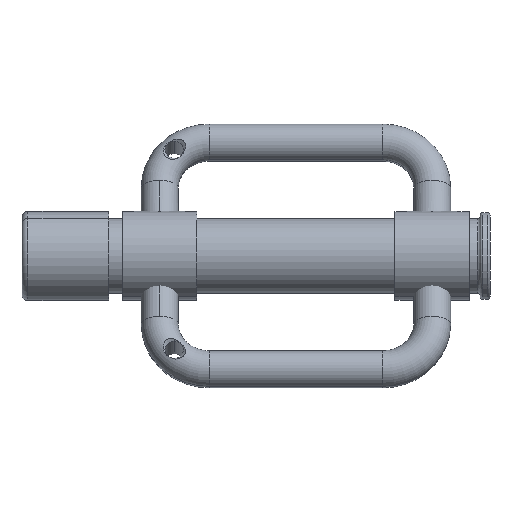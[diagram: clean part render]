
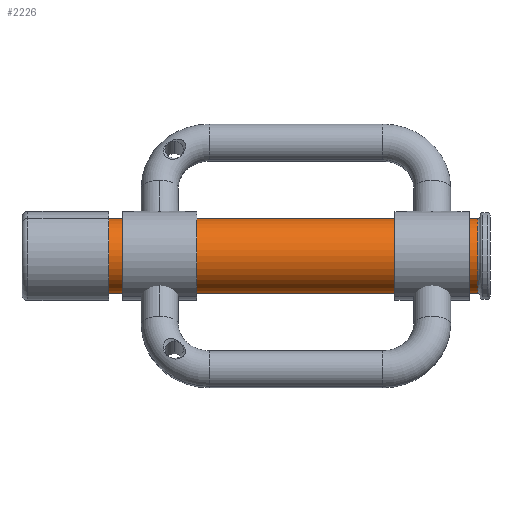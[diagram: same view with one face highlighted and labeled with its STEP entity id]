
A CAD part, left-side view. The second image highlights one B-rep face of the part: STEP entity #2226.
In plain terms, the highlighted cylindrical face has radius 19.05 mm (diameter 38.1 mm), a partial arc.
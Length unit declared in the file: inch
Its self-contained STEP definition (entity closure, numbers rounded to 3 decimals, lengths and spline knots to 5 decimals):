
#115 = DIRECTION ( 'NONE',  ( 0., -1., 0. ) ) ;
#181 = ORIENTED_EDGE ( 'NONE', *, *, #2064, .T. ) ;
#223 = VERTEX_POINT ( 'NONE', #2207 ) ;
#264 = CIRCLE ( 'NONE', #752, 0.75 ) ;
#276 = DIRECTION ( 'NONE',  ( 0., -1., 0. ) ) ;
#345 = CARTESIAN_POINT ( 'NONE',  ( 0., 9., 0. ) ) ;
#371 = VECTOR ( 'NONE', #1101, 39.37008 ) ;
#432 = CARTESIAN_POINT ( 'NONE',  ( 0., 0.05, 0. ) ) ;
#616 = ORIENTED_EDGE ( 'NONE', *, *, #1365, .T. ) ;
#667 = DIRECTION ( 'NONE',  ( 0., 0., -1. ) ) ;
#736 = AXIS2_PLACEMENT_3D ( 'NONE', #345, #115, #1205 ) ;
#749 = EDGE_CURVE ( 'NONE', #1160, #1490, #1304, .T. ) ;
#752 = AXIS2_PLACEMENT_3D ( 'NONE', #432, #1970, #667 ) ;
#793 = CARTESIAN_POINT ( 'NONE',  ( 0., 9., 0. ) ) ;
#874 = ORIENTED_EDGE ( 'NONE', *, *, #749, .F. ) ;
#924 = CARTESIAN_POINT ( 'NONE',  ( 0., 0.05, 0.75 ) ) ;
#996 = VECTOR ( 'NONE', #276, 39.37008 ) ;
#1010 = AXIS2_PLACEMENT_3D ( 'NONE', #793, #2320, #1012 ) ;
#1012 = DIRECTION ( 'NONE',  ( 1., 0., 0. ) ) ;
#1089 = ORIENTED_EDGE ( 'NONE', *, *, #1721, .F. ) ;
#1101 = DIRECTION ( 'NONE',  ( 0., -1., 0. ) ) ;
#1160 = VERTEX_POINT ( 'NONE', #2552 ) ;
#1205 = DIRECTION ( 'NONE',  ( 0., 0., -1. ) ) ;
#1304 = CIRCLE ( 'NONE', #1010, 0.75 ) ;
#1321 = EDGE_LOOP ( 'NONE', ( #1089, #874, #181, #616 ) ) ;
#1365 = EDGE_CURVE ( 'NONE', #223, #1799, #264, .T. ) ;
#1490 = VERTEX_POINT ( 'NONE', #1538 ) ;
#1538 = CARTESIAN_POINT ( 'NONE',  ( 0., 9., 0.75 ) ) ;
#1599 = LINE ( 'NONE', #1762, #371 ) ;
#1721 = EDGE_CURVE ( 'NONE', #1490, #1799, #1599, .T. ) ;
#1762 = CARTESIAN_POINT ( 'NONE',  ( 0., 9., 0.75 ) ) ;
#1799 = VERTEX_POINT ( 'NONE', #924 ) ;
#1881 = FACE_OUTER_BOUND ( 'NONE', #1321, .T. ) ;
#1970 = DIRECTION ( 'NONE',  ( 0., 1., 0. ) ) ;
#2064 = EDGE_CURVE ( 'NONE', #1160, #223, #2153, .T. ) ;
#2153 = LINE ( 'NONE', #2664, #996 ) ;
#2207 = CARTESIAN_POINT ( 'NONE',  ( 0., 0.05, -0.75 ) ) ;
#2226 = ADVANCED_FACE ( 'NONE', ( #1881 ), #2399, .T. ) ;
#2320 = DIRECTION ( 'NONE',  ( 0., 1., 0. ) ) ;
#2399 = CYLINDRICAL_SURFACE ( 'NONE', #736, 0.75 ) ;
#2552 = CARTESIAN_POINT ( 'NONE',  ( 0., 9., -0.75 ) ) ;
#2664 = CARTESIAN_POINT ( 'NONE',  ( 0., 9., -0.75 ) ) ;
